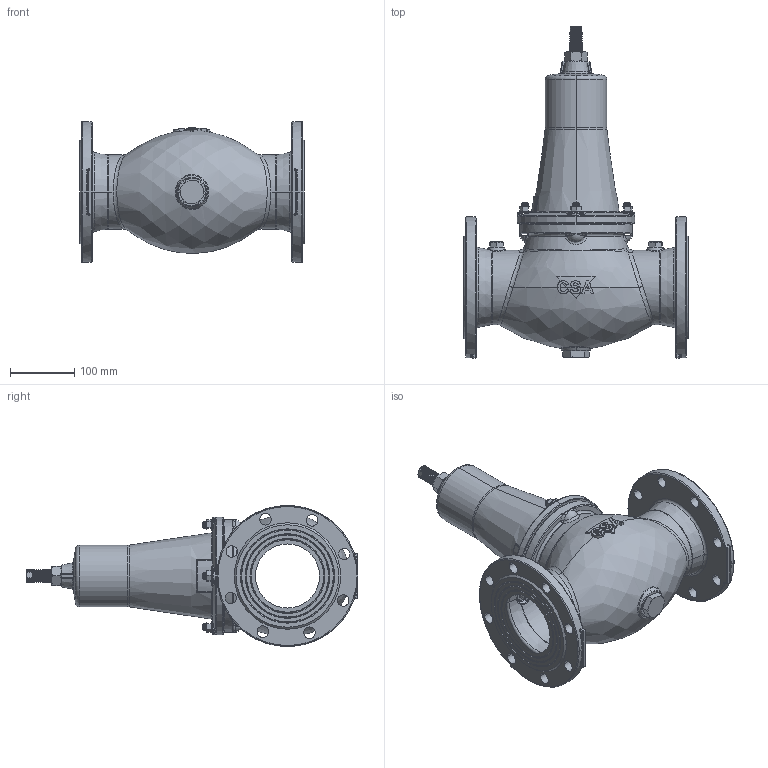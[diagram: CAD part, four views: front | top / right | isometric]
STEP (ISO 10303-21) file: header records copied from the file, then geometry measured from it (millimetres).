
FILE_DESCRIPTION (( 'STEP AP214' ), '1' );
FILE_NAME ('superfici riduttore DN100.STEP', '2014-10-10T12:53:28', ( '' ), ( '' ), 'SwSTEP 2.0', 'SolidWorks 2013', '' );
FILE_SCHEMA (( 'AUTOMOTIVE_DESIGN' ));
Length unit declared in the file: millimetre
Products named in the file (1): superfici riduttore DN100
Bounding box: 350 x 518 x 220 mm (x, y, z)
Surface area: 424904.5 mm2 (no closed solid volume)
Topology: 0 solids, 31 shells, 746 faces, 1984 edges, 1194 vertices
Faces by surface type: cone 174, bspline 170, cylinder 152, plane 127, torus 89, sphere 34
Entity records: 44283 total; most frequent: CARTESIAN_POINT 19187, ORIENTED_EDGE 3510, DIRECTION 3346, EDGE_CURVE 1948, AXIS2_PLACEMENT_3D 1454, VERTEX_POINT 1194, CIRCLE 877, EDGE_LOOP 814
